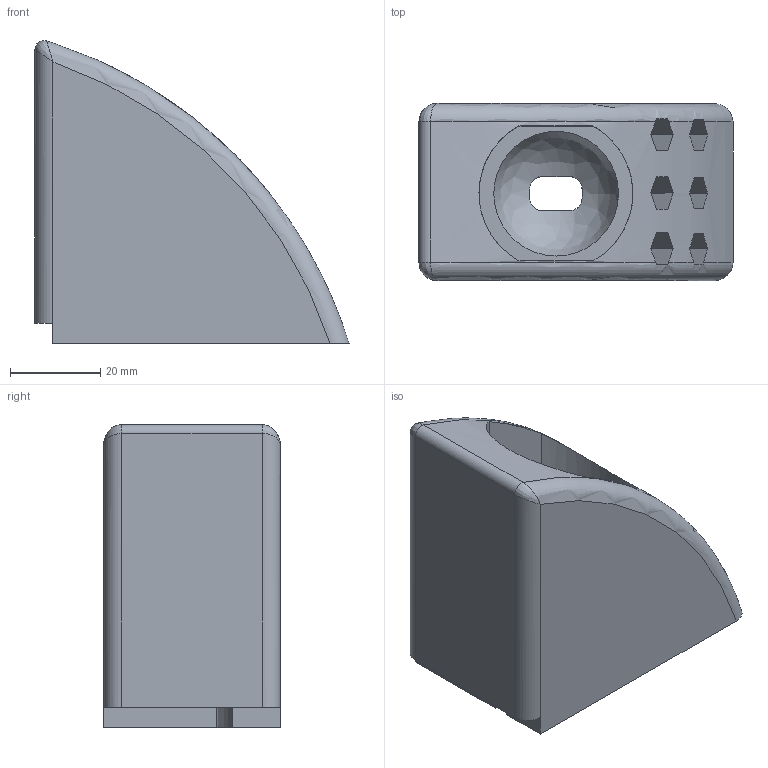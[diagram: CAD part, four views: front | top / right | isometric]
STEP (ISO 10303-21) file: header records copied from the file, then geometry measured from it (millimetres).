
FILE_DESCRIPTION(/* description */ (''),/* implementation_level */ '2;1');
FILE_NAME(/* name */ 'Screw Driver Stand v19.step',/* time_stamp */ '2020-08-26T09:55:36+02:00',/* author */ (''),/* organization */ (''),/* preprocessor_version */ 'ST-DEVELOPER v18.1',/* originating_system */ 'Autodesk Translation Framework v9.3.0.1241',/* authorisation */ '');
FILE_SCHEMA (('AUTOMOTIVE_DESIGN { 1 0 10303 214 3 1 1 }'));
Length unit declared in the file: millimetre
Products named in the file (1): Xiamo Screw Driver
Bounding box: 69.79 x 39.3 x 67.32 mm (x, y, z)
Volume: 94232.4 mm3; surface area: 20718.3 mm2
Topology: 1 solids, 1 shells, 79 faces, 216 edges, 139 vertices
Faces by surface type: plane 56, cylinder 10, cone 6, bspline 5, torus 2
Entity records: 3024 total; most frequent: CARTESIAN_POINT 1133, ORIENTED_EDGE 428, DIRECTION 361, EDGE_CURVE 214, AXIS2_PLACEMENT_3D 142, VERTEX_POINT 139, EDGE_LOOP 83, FACE_OUTER_BOUND 79
